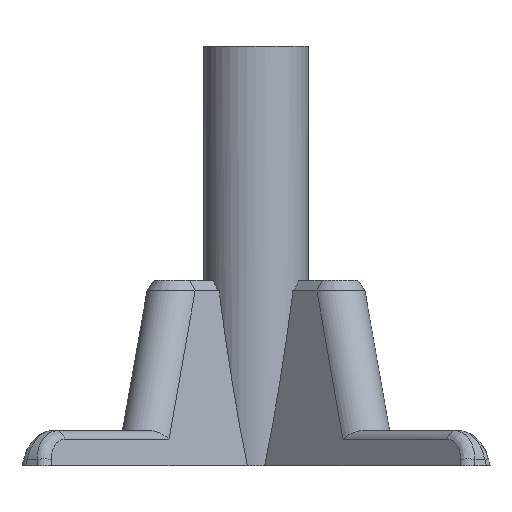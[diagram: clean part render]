
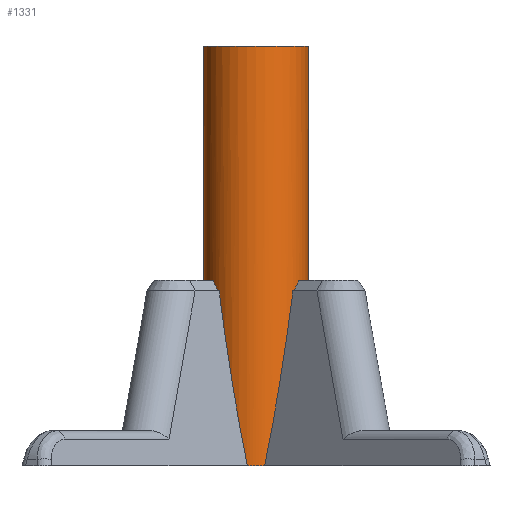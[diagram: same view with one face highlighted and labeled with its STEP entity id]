
A CAD part, left-side view. The second image highlights one B-rep face of the part: STEP entity #1331.
In plain terms, the highlighted cylindrical face has radius 15 mm (diameter 30 mm), a full revolution.
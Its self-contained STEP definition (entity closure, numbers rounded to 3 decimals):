
#59=ELLIPSE('',#1444,86.382,15.);
#67=ELLIPSE('',#1472,86.382,15.);
#68=ELLIPSE('',#1474,86.382,15.);
#69=ELLIPSE('',#1476,86.382,15.);
#70=ELLIPSE('',#1479,86.382,15.);
#71=ELLIPSE('',#1481,86.382,15.);
#166=FACE_OUTER_BOUND('',#243,.T.);
#243=EDGE_LOOP('',(#1030,#1031,#1032,#1033,#1034,#1035,#1036,#1037,#1038,
#1039,#1040,#1041,#1042,#1043,#1044,#1045,#1046,#1047,#1048,#1049));
#299=LINE('',#2006,#406);
#334=LINE('',#2307,#441);
#336=LINE('',#2316,#443);
#406=VECTOR('',#1591,10.);
#441=VECTOR('',#1738,10.);
#443=VECTOR('',#1744,15.);
#510=CIRCLE('',#1415,15.);
#515=CIRCLE('',#1435,15.);
#516=CIRCLE('',#1436,15.);
#525=CIRCLE('',#1471,15.);
#526=CIRCLE('',#1473,15.);
#527=CIRCLE('',#1475,15.);
#528=CIRCLE('',#1477,15.);
#529=CIRCLE('',#1478,15.);
#530=CIRCLE('',#1480,15.);
#531=CIRCLE('',#1482,15.);
#560=VERTEX_POINT('',#2003);
#561=VERTEX_POINT('',#2005);
#562=VERTEX_POINT('',#2009);
#586=VERTEX_POINT('',#2111);
#587=VERTEX_POINT('',#2113);
#588=VERTEX_POINT('',#2115);
#594=VERTEX_POINT('',#2173);
#609=VERTEX_POINT('',#2306);
#611=VERTEX_POINT('',#2314);
#612=VERTEX_POINT('',#2317);
#613=VERTEX_POINT('',#2319);
#614=VERTEX_POINT('',#2321);
#615=VERTEX_POINT('',#2323);
#616=VERTEX_POINT('',#2325);
#617=VERTEX_POINT('',#2328);
#618=VERTEX_POINT('',#2330);
#619=VERTEX_POINT('',#2332);
#620=VERTEX_POINT('',#2334);
#694=EDGE_CURVE('',#561,#560,#299,.T.);
#696=EDGE_CURVE('',#562,#561,#510,.T.);
#728=EDGE_CURVE('',#587,#586,#515,.T.);
#729=EDGE_CURVE('',#588,#587,#516,.T.);
#739=EDGE_CURVE('',#588,#594,#59,.T.);
#767=EDGE_CURVE('',#609,#562,#334,.T.);
#770=EDGE_CURVE('',#611,#611,#525,.T.);
#771=EDGE_CURVE('',#611,#587,#336,.T.);
#772=EDGE_CURVE('',#612,#586,#67,.T.);
#773=EDGE_CURVE('',#613,#612,#526,.T.);
#774=EDGE_CURVE('',#614,#613,#68,.T.);
#775=EDGE_CURVE('',#615,#614,#527,.T.);
#776=EDGE_CURVE('',#616,#615,#69,.T.);
#777=EDGE_CURVE('',#609,#616,#528,.T.);
#778=EDGE_CURVE('',#617,#560,#529,.T.);
#779=EDGE_CURVE('',#618,#617,#70,.T.);
#780=EDGE_CURVE('',#619,#618,#530,.T.);
#781=EDGE_CURVE('',#620,#619,#71,.T.);
#782=EDGE_CURVE('',#594,#620,#531,.T.);
#1030=ORIENTED_EDGE('',*,*,#770,.F.);
#1031=ORIENTED_EDGE('',*,*,#771,.T.);
#1032=ORIENTED_EDGE('',*,*,#728,.T.);
#1033=ORIENTED_EDGE('',*,*,#772,.F.);
#1034=ORIENTED_EDGE('',*,*,#773,.F.);
#1035=ORIENTED_EDGE('',*,*,#774,.F.);
#1036=ORIENTED_EDGE('',*,*,#775,.F.);
#1037=ORIENTED_EDGE('',*,*,#776,.F.);
#1038=ORIENTED_EDGE('',*,*,#777,.F.);
#1039=ORIENTED_EDGE('',*,*,#767,.T.);
#1040=ORIENTED_EDGE('',*,*,#696,.T.);
#1041=ORIENTED_EDGE('',*,*,#694,.T.);
#1042=ORIENTED_EDGE('',*,*,#778,.F.);
#1043=ORIENTED_EDGE('',*,*,#779,.F.);
#1044=ORIENTED_EDGE('',*,*,#780,.F.);
#1045=ORIENTED_EDGE('',*,*,#781,.F.);
#1046=ORIENTED_EDGE('',*,*,#782,.F.);
#1047=ORIENTED_EDGE('',*,*,#739,.F.);
#1048=ORIENTED_EDGE('',*,*,#729,.T.);
#1049=ORIENTED_EDGE('',*,*,#771,.F.);
#1289=CYLINDRICAL_SURFACE('',#1470,15.);
#1331=ADVANCED_FACE('',(#166),#1289,.T.);
#1415=AXIS2_PLACEMENT_3D('',#2010,#1595,#1596);
#1435=AXIS2_PLACEMENT_3D('',#2114,#1652,#1653);
#1436=AXIS2_PLACEMENT_3D('',#2116,#1654,#1655);
#1444=AXIS2_PLACEMENT_3D('',#2174,#1674,#1675);
#1470=AXIS2_PLACEMENT_3D('',#2313,#1740,#1741);
#1471=AXIS2_PLACEMENT_3D('',#2315,#1742,#1743);
#1472=AXIS2_PLACEMENT_3D('',#2318,#1745,#1746);
#1473=AXIS2_PLACEMENT_3D('',#2320,#1747,#1748);
#1474=AXIS2_PLACEMENT_3D('',#2322,#1749,#1750);
#1475=AXIS2_PLACEMENT_3D('',#2324,#1751,#1752);
#1476=AXIS2_PLACEMENT_3D('',#2326,#1753,#1754);
#1477=AXIS2_PLACEMENT_3D('',#2327,#1755,#1756);
#1478=AXIS2_PLACEMENT_3D('',#2329,#1757,#1758);
#1479=AXIS2_PLACEMENT_3D('',#2331,#1759,#1760);
#1480=AXIS2_PLACEMENT_3D('',#2333,#1761,#1762);
#1481=AXIS2_PLACEMENT_3D('',#2335,#1763,#1764);
#1482=AXIS2_PLACEMENT_3D('',#2336,#1765,#1766);
#1591=DIRECTION('',(0.,0.,-1.));
#1595=DIRECTION('center_axis',(0.,0.,1.));
#1596=DIRECTION('ref_axis',(1.,0.,0.));
#1652=DIRECTION('center_axis',(0.,0.,1.));
#1653=DIRECTION('ref_axis',(1.,0.,0.));
#1654=DIRECTION('center_axis',(0.,0.,1.));
#1655=DIRECTION('ref_axis',(1.,0.,0.));
#1674=DIRECTION('center_axis',(0.655,0.735,-0.174));
#1675=DIRECTION('ref_axis',(0.116,0.13,0.985));
#1738=DIRECTION('',(0.,0.,1.));
#1740=DIRECTION('center_axis',(0.,0.,1.));
#1741=DIRECTION('ref_axis',(1.,0.,0.));
#1742=DIRECTION('center_axis',(0.,0.,1.));
#1743=DIRECTION('ref_axis',(1.,0.,0.));
#1744=DIRECTION('',(0.,0.,-1.));
#1745=DIRECTION('center_axis',(0.655,-0.735,-0.174));
#1746=DIRECTION('ref_axis',(0.116,-0.13,0.985));
#1747=DIRECTION('center_axis',(0.,0.,-1.));
#1748=DIRECTION('ref_axis',(1.,0.,0.));
#1749=DIRECTION('center_axis',(-0.655,0.735,0.174));
#1750=DIRECTION('ref_axis',(0.116,-0.13,0.985));
#1751=DIRECTION('center_axis',(0.,0.,-1.));
#1752=DIRECTION('ref_axis',(1.,0.,0.));
#1753=DIRECTION('center_axis',(-0.61,0.773,-0.174));
#1754=DIRECTION('ref_axis',(0.108,-0.136,-0.985));
#1755=DIRECTION('center_axis',(0.,0.,-1.));
#1756=DIRECTION('ref_axis',(1.,0.,0.));
#1757=DIRECTION('center_axis',(0.,0.,-1.));
#1758=DIRECTION('ref_axis',(1.,0.,0.));
#1759=DIRECTION('center_axis',(-0.61,-0.773,-0.174));
#1760=DIRECTION('ref_axis',(0.108,0.136,-0.985));
#1761=DIRECTION('center_axis',(0.,0.,-1.));
#1762=DIRECTION('ref_axis',(1.,0.,0.));
#1763=DIRECTION('center_axis',(-0.655,-0.735,0.174));
#1764=DIRECTION('ref_axis',(0.116,0.13,0.985));
#1765=DIRECTION('center_axis',(0.,0.,-1.));
#1766=DIRECTION('ref_axis',(1.,0.,0.));
#2003=CARTESIAN_POINT('',(14.866,2.,4.));
#2005=CARTESIAN_POINT('',(14.866,2.,48.));
#2006=CARTESIAN_POINT('',(14.866,2.,0.));
#2009=CARTESIAN_POINT('',(14.866,-2.,48.));
#2010=CARTESIAN_POINT('Origin',(0.,0.,48.));
#2111=CARTESIAN_POINT('',(-14.795,-2.473,0.));
#2113=CARTESIAN_POINT('',(-15.,0.,0.));
#2114=CARTESIAN_POINT('Origin',(0.,0.,0.));
#2115=CARTESIAN_POINT('',(-14.795,2.473,0.));
#2116=CARTESIAN_POINT('Origin',(0.,0.,0.));
#2173=CARTESIAN_POINT('',(-10.636,10.577,50.));
#2174=CARTESIAN_POINT('Origin',(0.,0.,45.37));
#2306=CARTESIAN_POINT('',(14.866,-2.,4.));
#2307=CARTESIAN_POINT('',(14.866,-2.,0.));
#2313=CARTESIAN_POINT('Origin',(0.,0.,0.));
#2314=CARTESIAN_POINT('',(-15.,0.,120.));
#2315=CARTESIAN_POINT('Origin',(0.,0.,120.));
#2316=CARTESIAN_POINT('',(-15.,0.,0.));
#2317=CARTESIAN_POINT('',(-10.636,-10.577,50.));
#2318=CARTESIAN_POINT('Origin',(0.,0.,45.37));
#2319=CARTESIAN_POINT('',(-7.341,-13.081,50.));
#2320=CARTESIAN_POINT('Origin',(0.,0.,50.));
#2321=CARTESIAN_POINT('',(-12.525,-8.254,10.));
#2322=CARTESIAN_POINT('Origin',(0.,0.,22.335));
#2323=CARTESIAN_POINT('',(-6.845,-13.347,10.));
#2324=CARTESIAN_POINT('Origin',(0.,0.,10.));
#2325=CARTESIAN_POINT('',(-5.77,-13.846,4.));
#2326=CARTESIAN_POINT('Origin',(0.,0.,45.37));
#2327=CARTESIAN_POINT('Origin',(0.,0.,4.));
#2328=CARTESIAN_POINT('',(-5.77,13.846,4.));
#2329=CARTESIAN_POINT('Origin',(0.,0.,4.));
#2330=CARTESIAN_POINT('',(-6.845,13.347,10.));
#2331=CARTESIAN_POINT('Origin',(0.,0.,45.37));
#2332=CARTESIAN_POINT('',(-12.525,8.254,10.));
#2333=CARTESIAN_POINT('Origin',(0.,0.,10.));
#2334=CARTESIAN_POINT('',(-7.341,13.081,50.));
#2335=CARTESIAN_POINT('Origin',(0.,0.,22.335));
#2336=CARTESIAN_POINT('Origin',(0.,0.,50.));
